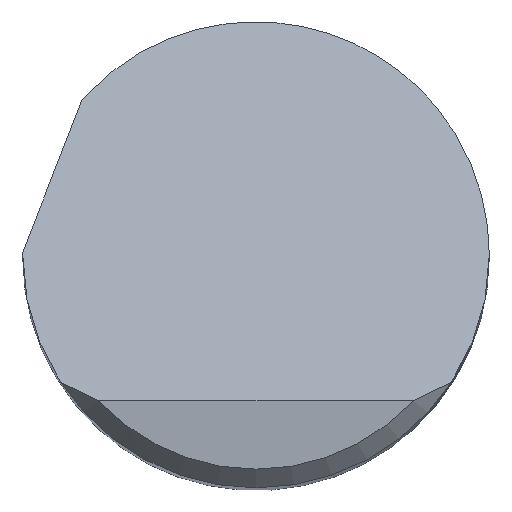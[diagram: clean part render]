
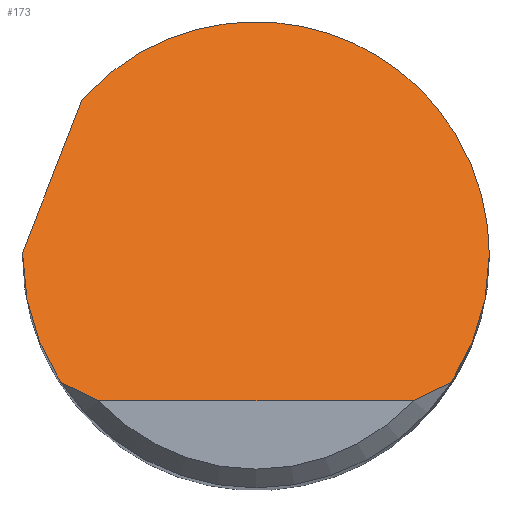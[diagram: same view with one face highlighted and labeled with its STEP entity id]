
A CAD part, top view. The second image highlights one B-rep face of the part: STEP entity #173.
In plain terms, the highlighted planar face has unit normal (0, 0.707, 0.707).
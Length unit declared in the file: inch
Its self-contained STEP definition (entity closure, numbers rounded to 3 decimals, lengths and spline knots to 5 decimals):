
#3 = EDGE_CURVE ( 'NONE', #335, #271, #178, .T. ) ;
#4 = CARTESIAN_POINT ( 'NONE',  ( -0.1875, 0.00133, 1.88117 ) ) ;
#8 =( BOUNDED_CURVE ( )  B_SPLINE_CURVE ( 3, ( #76, #494, #4, #249 ),
 .UNSPECIFIED., .F., .F. ) 
 B_SPLINE_CURVE_WITH_KNOTS ( ( 4, 4 ),
 ( 4.71239, 4.72306 ),
 .UNSPECIFIED. ) 
 CURVE ( )  GEOMETRIC_REPRESENTATION_ITEM ( )  RATIONAL_B_SPLINE_CURVE ( ( 1., 1., 1., 1. ) ) 
 REPRESENTATION_ITEM ( '' )  );
#10 = B_SPLINE_CURVE_WITH_KNOTS ( 'NONE', 3,
 ( #122, #297, #477, #228 ),
 .UNSPECIFIED., .F., .F.,
 ( 4, 4 ),
 ( 0., 0.00095 ),
 .UNSPECIFIED. ) ;
#47 = EDGE_CURVE ( 'NONE', #250, #634, #267, .T. ) ;
#75 = CARTESIAN_POINT ( 'NONE',  ( -0.1875, 0., 1.8825 ) ) ;
#76 = CARTESIAN_POINT ( 'NONE',  ( -0.1875, 0., 1.8825 ) ) ;
#84 = B_SPLINE_CURVE_WITH_KNOTS ( 'NONE', 3,
 ( #111, #693, #289, #180 ),
 .UNSPECIFIED., .F., .F.,
 ( 4, 4 ),
 ( 0., 0.00095 ),
 .UNSPECIFIED. ) ;
#88 = ORIENTED_EDGE ( 'NONE', *, *, #47, .F. ) ;
#95 = AXIS2_PLACEMENT_3D ( 'NONE', #470, #587, #346 ) ;
#99 = VERTEX_POINT ( 'NONE', #453 ) ;
#109 = CARTESIAN_POINT ( 'NONE',  ( -0.13971, 0.12505, 1.75745 ) ) ;
#111 = CARTESIAN_POINT ( 'NONE',  ( -0.157, -0.1025, 1.985 ) ) ;
#122 = CARTESIAN_POINT ( 'NONE',  ( 0.12629, -0.1175, 2. ) ) ;
#126 = EDGE_CURVE ( 'NONE', #271, #99, #10, .T. ) ;
#139 = CARTESIAN_POINT ( 'NONE',  ( -0.157, -0.1025, 1.985 ) ) ;
#173 = ADVANCED_FACE ( 'NONE', ( #414 ), #236, .F. ) ;
#178 = LINE ( 'NONE', #232, #492 ) ;
#180 = CARTESIAN_POINT ( 'NONE',  ( -0.12629, -0.1175, 2. ) ) ;
#194 = VERTEX_POINT ( 'NONE', #240 ) ;
#206 = ORIENTED_EDGE ( 'NONE', *, *, #687, .F. ) ;
#209 = CARTESIAN_POINT ( 'NONE',  ( 0.1875, 0., 1.8825 ) ) ;
#212 = EDGE_CURVE ( 'NONE', #634, #735, #454, .T. ) ;
#228 = CARTESIAN_POINT ( 'NONE',  ( 0.157, -0.1025, 1.985 ) ) ;
#232 = CARTESIAN_POINT ( 'NONE',  ( 0., -0.1175, 2. ) ) ;
#236 = PLANE ( 'NONE',  #95 ) ;
#240 = CARTESIAN_POINT ( 'NONE',  ( -0.157, -0.1025, 1.985 ) ) ;
#249 = CARTESIAN_POINT ( 'NONE',  ( -0.18749, 0.002, 1.8805 ) ) ;
#250 = VERTEX_POINT ( 'NONE', #418 ) ;
#256 = DIRECTION ( 'NONE',  ( 0.265, 0.682, -0.682 ) ) ;
#267 = LINE ( 'NONE', #501, #336 ) ;
#271 = VERTEX_POINT ( 'NONE', #371 ) ;
#289 = CARTESIAN_POINT ( 'NONE',  ( -0.1369, -0.11288, 1.99538 ) ) ;
#294 = CARTESIAN_POINT ( 'NONE',  ( 0.1875, 0., 1.8825 ) ) ;
#297 = CARTESIAN_POINT ( 'NONE',  ( 0.1369, -0.11288, 1.99538 ) ) ;
#302 = ORIENTED_EDGE ( 'NONE', *, *, #733, .F. ) ;
#306 = VERTEX_POINT ( 'NONE', #426 ) ;
#329 = CARTESIAN_POINT ( 'NONE',  ( 0.1875, 0., 1.8825 ) ) ;
#335 = VERTEX_POINT ( 'NONE', #488 ) ;
#336 = VECTOR ( 'NONE', #256, 39.37008 ) ;
#345 = ORIENTED_EDGE ( 'NONE', *, *, #353, .F. ) ;
#346 = DIRECTION ( 'NONE',  ( 0., 0.707, -0.707 ) ) ;
#353 = EDGE_CURVE ( 'NONE', #194, #306, #685, .T. ) ;
#371 = CARTESIAN_POINT ( 'NONE',  ( 0.12629, -0.1175, 2. ) ) ;
#374 = ORIENTED_EDGE ( 'NONE', *, *, #212, .F. ) ;
#414 = FACE_OUTER_BOUND ( 'NONE', #632, .T. ) ;
#418 = CARTESIAN_POINT ( 'NONE',  ( -0.18749, 0.002, 1.8805 ) ) ;
#422 = CARTESIAN_POINT ( 'NONE',  ( -0.00341, 0.27733, 1.60517 ) ) ;
#424 = CARTESIAN_POINT ( 'NONE',  ( 0.1875, 0.20437, 1.67813 ) ) ;
#426 = CARTESIAN_POINT ( 'NONE',  ( -0.1875, 0., 1.8825 ) ) ;
#443 = CARTESIAN_POINT ( 'NONE',  ( 0.157, -0.1025, 1.985 ) ) ;
#453 = CARTESIAN_POINT ( 'NONE',  ( 0.157, -0.1025, 1.985 ) ) ;
#454 =( BOUNDED_CURVE ( )  B_SPLINE_CURVE ( 3, ( #109, #422, #424, #294 ),
 .UNSPECIFIED., .F., .F. ) 
 B_SPLINE_CURVE_WITH_KNOTS ( ( 4, 4 ),
 ( 5.44247, 7.85398 ),
 .UNSPECIFIED. ) 
 CURVE ( )  GEOMETRIC_REPRESENTATION_ITEM ( )  RATIONAL_B_SPLINE_CURVE ( ( 1., 0.571, 0.571, 1. ) ) 
 REPRESENTATION_ITEM ( '' )  );
#470 = CARTESIAN_POINT ( 'NONE',  ( -0.1875, -0.1175, 2. ) ) ;
#477 = CARTESIAN_POINT ( 'NONE',  ( 0.14711, -0.10785, 1.99035 ) ) ;
#482 = CARTESIAN_POINT ( 'NONE',  ( -0.13971, 0.12505, 1.75745 ) ) ;
#485 = CARTESIAN_POINT ( 'NONE',  ( -0.17704, -0.0718, 1.9543 ) ) ;
#488 = CARTESIAN_POINT ( 'NONE',  ( -0.12629, -0.1175, 2. ) ) ;
#492 = VECTOR ( 'NONE', #584, 39.37008 ) ;
#494 = CARTESIAN_POINT ( 'NONE',  ( -0.1875, 0.00067, 1.88183 ) ) ;
#501 = CARTESIAN_POINT ( 'NONE',  ( -0.23064, -0.10912, 1.99162 ) ) ;
#530 = EDGE_CURVE ( 'NONE', #194, #335, #84, .T. ) ;
#563 = CARTESIAN_POINT ( 'NONE',  ( 0.17704, -0.0718, 1.9543 ) ) ;
#584 = DIRECTION ( 'NONE',  ( 1., 0., 0. ) ) ;
#587 = DIRECTION ( 'NONE',  ( 0., -0.707, -0.707 ) ) ;
#604 = ORIENTED_EDGE ( 'NONE', *, *, #126, .T. ) ;
#605 = CARTESIAN_POINT ( 'NONE',  ( -0.1875, -0.03666, 1.91916 ) ) ;
#624 = ORIENTED_EDGE ( 'NONE', *, *, #530, .T. ) ;
#632 = EDGE_LOOP ( 'NONE', ( #725, #604, #302, #374, #88, #206, #345, #624 ) ) ;
#634 = VERTEX_POINT ( 'NONE', #482 ) ;
#684 = CARTESIAN_POINT ( 'NONE',  ( 0.1875, -0.03666, 1.91916 ) ) ;
#685 =( BOUNDED_CURVE ( )  B_SPLINE_CURVE ( 3, ( #139, #485, #605, #75 ),
 .UNSPECIFIED., .F., .F. ) 
 B_SPLINE_CURVE_WITH_KNOTS ( ( 4, 4 ),
 ( 4.13401, 4.71239 ),
 .UNSPECIFIED. ) 
 CURVE ( )  GEOMETRIC_REPRESENTATION_ITEM ( )  RATIONAL_B_SPLINE_CURVE ( ( 1., 0.972, 0.972, 1. ) ) 
 REPRESENTATION_ITEM ( '' )  );
#687 = EDGE_CURVE ( 'NONE', #306, #250, #8, .T. ) ;
#693 = CARTESIAN_POINT ( 'NONE',  ( -0.14711, -0.10785, 1.99035 ) ) ;
#725 = ORIENTED_EDGE ( 'NONE', *, *, #3, .T. ) ;
#728 =( BOUNDED_CURVE ( )  B_SPLINE_CURVE ( 3, ( #209, #684, #563, #443 ),
 .UNSPECIFIED., .F., .F. ) 
 B_SPLINE_CURVE_WITH_KNOTS ( ( 4, 4 ),
 ( 1.5708, 2.14917 ),
 .UNSPECIFIED. ) 
 CURVE ( )  GEOMETRIC_REPRESENTATION_ITEM ( )  RATIONAL_B_SPLINE_CURVE ( ( 1., 0.972, 0.972, 1. ) ) 
 REPRESENTATION_ITEM ( '' )  );
#733 = EDGE_CURVE ( 'NONE', #735, #99, #728, .T. ) ;
#735 = VERTEX_POINT ( 'NONE', #329 ) ;
